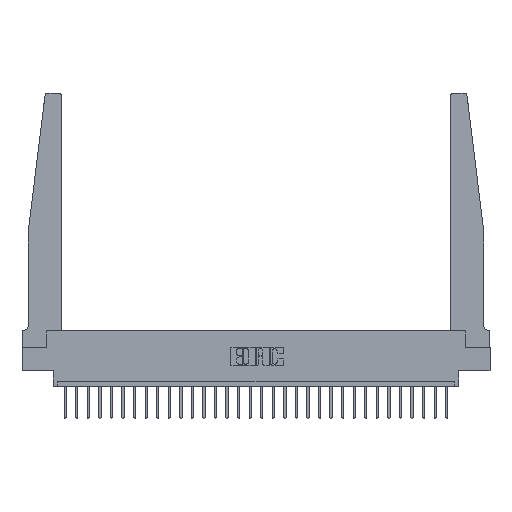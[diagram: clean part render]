
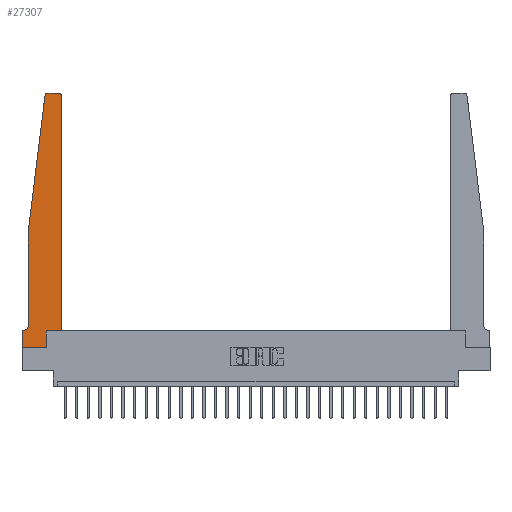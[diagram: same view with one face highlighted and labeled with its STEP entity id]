
A CAD part, top view. The second image highlights one B-rep face of the part: STEP entity #27307.
In plain terms, the highlighted planar face has unit normal (0, 0, 1).
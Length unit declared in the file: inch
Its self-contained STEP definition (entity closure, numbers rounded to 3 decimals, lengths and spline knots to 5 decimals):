
#110 = CIRCLE ( 'NONE', #11657, 0.03 ) ;
#204 = DIRECTION ( 'NONE',  ( 0., 0., 1. ) ) ;
#330 = VERTEX_POINT ( 'NONE', #23355 ) ;
#341 = VERTEX_POINT ( 'NONE', #23772 ) ;
#843 = DIRECTION ( 'NONE',  ( 0., 0., -1. ) ) ;
#939 = FACE_OUTER_BOUND ( 'NONE', #11955, .T. ) ;
#1011 = EDGE_CURVE ( 'NONE', #19497, #24910, #21930, .T. ) ;
#1770 = ORIENTED_EDGE ( 'NONE', *, *, #6896, .T. ) ;
#1837 = AXIS2_PLACEMENT_3D ( 'NONE', #24399, #843, #5305 ) ;
#2027 = CARTESIAN_POINT ( 'NONE',  ( 0.25, 2.75, 0.37 ) ) ;
#2313 = DIRECTION ( 'NONE',  ( -1., 0., 0. ) ) ;
#2451 = VERTEX_POINT ( 'NONE', #10457 ) ;
#2824 = DIRECTION ( 'NONE',  ( 1., 0., 0. ) ) ;
#2956 = CARTESIAN_POINT ( 'NONE',  ( 0.425, 0.18, 0.37 ) ) ;
#3470 = LINE ( 'NONE', #12507, #4813 ) ;
#3652 = CARTESIAN_POINT ( 'NONE',  ( 0.065, 0.2375, 0.37 ) ) ;
#3969 = EDGE_CURVE ( 'NONE', #330, #21060, #17315, .T. ) ;
#4813 = VECTOR ( 'NONE', #26886, 39.37008 ) ;
#4895 = CARTESIAN_POINT ( 'NONE',  ( 0.065, 1.25, 0.37 ) ) ;
#5305 = DIRECTION ( 'NONE',  ( -1., 0., 0. ) ) ;
#5642 = CARTESIAN_POINT ( 'NONE',  ( 0., 0., 0.37 ) ) ;
#6896 = EDGE_CURVE ( 'NONE', #8497, #11760, #10710, .T. ) ;
#6939 = PLANE ( 'NONE',  #9683 ) ;
#7395 = VERTEX_POINT ( 'NONE', #8633 ) ;
#7729 = DIRECTION ( 'NONE',  ( 1., 0., 0. ) ) ;
#7785 = DIRECTION ( 'NONE',  ( -0.122, -0.992, 0. ) ) ;
#7885 = DIRECTION ( 'NONE',  ( 0., 0., 1. ) ) ;
#8497 = VERTEX_POINT ( 'NONE', #3652 ) ;
#8558 = DIRECTION ( 'NONE',  ( 0., -1., 0. ) ) ;
#8633 = CARTESIAN_POINT ( 'NONE',  ( 0.2605, 0., 0.37 ) ) ;
#8816 = EDGE_CURVE ( 'NONE', #2451, #8497, #23981, .T. ) ;
#9435 = CARTESIAN_POINT ( 'NONE',  ( 0., 0.1875, 0.37 ) ) ;
#9480 = EDGE_CURVE ( 'NONE', #20581, #13426, #10664, .T. ) ;
#9679 = EDGE_CURVE ( 'NONE', #21060, #7395, #11877, .T. ) ;
#9683 = AXIS2_PLACEMENT_3D ( 'NONE', #9435, #26573, #13321 ) ;
#9959 = CARTESIAN_POINT ( 'NONE',  ( 0.395, 2.72, 0.37 ) ) ;
#9968 = ORIENTED_EDGE ( 'NONE', *, *, #8816, .T. ) ;
#10363 = EDGE_CURVE ( 'NONE', #11760, #330, #26309, .T. ) ;
#10456 = CARTESIAN_POINT ( 'NONE',  ( 0.2605, 0.18, 0.37 ) ) ;
#10457 = CARTESIAN_POINT ( 'NONE',  ( 0.065, 1.25, 0.37 ) ) ;
#10664 = LINE ( 'NONE', #2027, #14372 ) ;
#10710 = CIRCLE ( 'NONE', #1837, 0.05 ) ;
#10729 = EDGE_CURVE ( 'NONE', #7395, #19497, #19029, .T. ) ;
#10779 = CARTESIAN_POINT ( 'NONE',  ( 0.27653, 2.72, 0.37 ) ) ;
#10855 = ORIENTED_EDGE ( 'NONE', *, *, #17195, .T. ) ;
#11246 = ORIENTED_EDGE ( 'NONE', *, *, #9679, .T. ) ;
#11355 = ORIENTED_EDGE ( 'NONE', *, *, #22024, .T. ) ;
#11657 = AXIS2_PLACEMENT_3D ( 'NONE', #9959, #7885, #20841 ) ;
#11760 = VERTEX_POINT ( 'NONE', #20086 ) ;
#11877 = LINE ( 'NONE', #5642, #12133 ) ;
#11955 = EDGE_LOOP ( 'NONE', ( #17079, #10855, #25676, #9968, #1770, #18054, #19752, #11246, #18253, #17816, #18546, #11355 ) ) ;
#12133 = VECTOR ( 'NONE', #7729, 39.37008 ) ;
#12507 = CARTESIAN_POINT ( 'NONE',  ( 0.425, 0.18, 0.37 ) ) ;
#12853 = CARTESIAN_POINT ( 'NONE',  ( 0., 0., 0.37 ) ) ;
#12997 = DIRECTION ( 'NONE',  ( 1., 0., 0. ) ) ;
#13321 = DIRECTION ( 'NONE',  ( 1., 0., 0. ) ) ;
#13330 = CARTESIAN_POINT ( 'NONE',  ( 0.065, 0.1875, 0.37 ) ) ;
#13359 = DIRECTION ( 'NONE',  ( 0., -1., 0. ) ) ;
#13426 = VERTEX_POINT ( 'NONE', #16405 ) ;
#14372 = VECTOR ( 'NONE', #2313, 39.37008 ) ;
#15193 = CARTESIAN_POINT ( 'NONE',  ( 0., 0., 0.37 ) ) ;
#16196 = VECTOR ( 'NONE', #27531, 39.37008 ) ;
#16405 = CARTESIAN_POINT ( 'NONE',  ( 0.27653, 2.75, 0.37 ) ) ;
#16577 = VECTOR ( 'NONE', #13359, 39.37008 ) ;
#16935 = CARTESIAN_POINT ( 'NONE',  ( 0.2605, 0.18, 0.37 ) ) ;
#17079 = ORIENTED_EDGE ( 'NONE', *, *, #9480, .T. ) ;
#17195 = EDGE_CURVE ( 'NONE', #13426, #341, #20418, .T. ) ;
#17315 = LINE ( 'NONE', #12853, #22202 ) ;
#17524 = VECTOR ( 'NONE', #7785, 39.37008 ) ;
#17816 = ORIENTED_EDGE ( 'NONE', *, *, #1011, .T. ) ;
#18054 = ORIENTED_EDGE ( 'NONE', *, *, #10363, .T. ) ;
#18253 = ORIENTED_EDGE ( 'NONE', *, *, #10729, .T. ) ;
#18502 = LINE ( 'NONE', #26871, #17524 ) ;
#18546 = ORIENTED_EDGE ( 'NONE', *, *, #26963, .T. ) ;
#19029 = LINE ( 'NONE', #16935, #16196 ) ;
#19497 = VERTEX_POINT ( 'NONE', #10456 ) ;
#19576 = VECTOR ( 'NONE', #2824, 39.37008 ) ;
#19752 = ORIENTED_EDGE ( 'NONE', *, *, #3969, .T. ) ;
#20086 = CARTESIAN_POINT ( 'NONE',  ( 0.015, 0.1875, 0.37 ) ) ;
#20418 = CIRCLE ( 'NONE', #23984, 0.03 ) ;
#20581 = VERTEX_POINT ( 'NONE', #26801 ) ;
#20841 = DIRECTION ( 'NONE',  ( 1., 0., 0. ) ) ;
#21060 = VERTEX_POINT ( 'NONE', #15193 ) ;
#21930 = LINE ( 'NONE', #2956, #19576 ) ;
#22024 = EDGE_CURVE ( 'NONE', #25239, #20581, #110, .T. ) ;
#22202 = VECTOR ( 'NONE', #8558, 39.37008 ) ;
#23231 = EDGE_CURVE ( 'NONE', #341, #2451, #18502, .T. ) ;
#23335 = VECTOR ( 'NONE', #24218, 39.37008 ) ;
#23355 = CARTESIAN_POINT ( 'NONE',  ( 0., 0.1875, 0.37 ) ) ;
#23772 = CARTESIAN_POINT ( 'NONE',  ( 0.24675, 2.72367, 0.37 ) ) ;
#23981 = LINE ( 'NONE', #4895, #16577 ) ;
#23984 = AXIS2_PLACEMENT_3D ( 'NONE', #10779, #204, #12997 ) ;
#24202 = CARTESIAN_POINT ( 'NONE',  ( 0.425, 0.18, 0.37 ) ) ;
#24218 = DIRECTION ( 'NONE',  ( -1., 0., 0. ) ) ;
#24315 = CARTESIAN_POINT ( 'NONE',  ( 0.425, 2.72, 0.37 ) ) ;
#24399 = CARTESIAN_POINT ( 'NONE',  ( 0.015, 0.2375, 0.37 ) ) ;
#24910 = VERTEX_POINT ( 'NONE', #24202 ) ;
#25239 = VERTEX_POINT ( 'NONE', #24315 ) ;
#25676 = ORIENTED_EDGE ( 'NONE', *, *, #23231, .T. ) ;
#26309 = LINE ( 'NONE', #13330, #23335 ) ;
#26573 = DIRECTION ( 'NONE',  ( 0., 0., 1. ) ) ;
#26801 = CARTESIAN_POINT ( 'NONE',  ( 0.395, 2.75, 0.37 ) ) ;
#26871 = CARTESIAN_POINT ( 'NONE',  ( 0.065, 1.25, 0.37 ) ) ;
#26886 = DIRECTION ( 'NONE',  ( 0., 1., 0. ) ) ;
#26963 = EDGE_CURVE ( 'NONE', #24910, #25239, #3470, .T. ) ;
#27307 = ADVANCED_FACE ( 'NONE', ( #939 ), #6939, .T. ) ;
#27531 = DIRECTION ( 'NONE',  ( 0., 1., 0. ) ) ;
